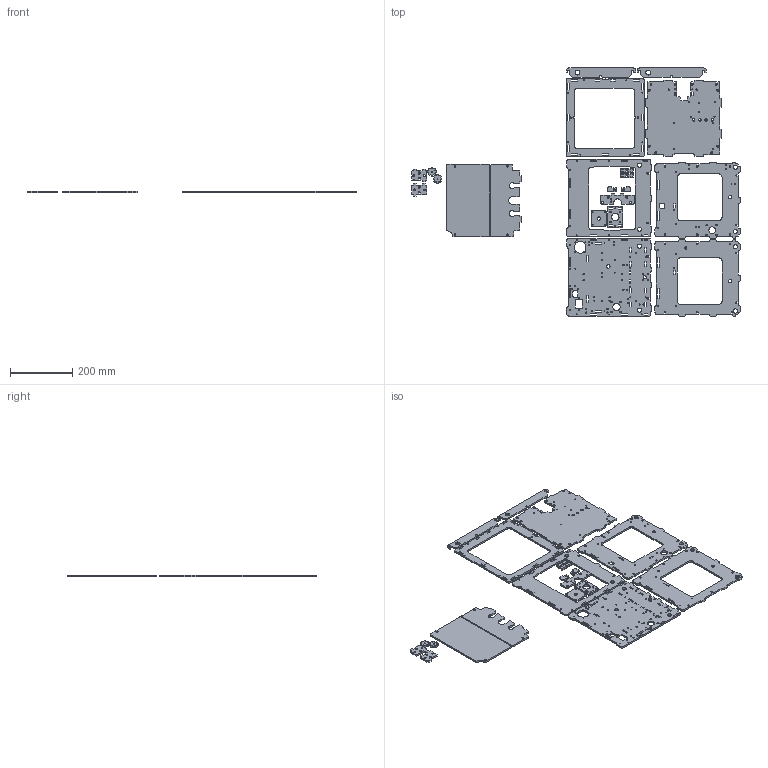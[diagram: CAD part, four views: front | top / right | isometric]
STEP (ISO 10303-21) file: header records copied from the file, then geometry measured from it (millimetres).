
FILE_DESCRIPTION(/* description */ (''),/* implementation_level */ '2;1');
FILE_NAME(/* name */ 'srabbit idbox aka bonsai lab bs01 frame because they did not give me schematics when dying.step',/* time_stamp */ '2025-12-08T14:40:11+08:00',/* author */ (''),/* organization */ (''),/* preprocessor_version */ 'ST-DEVELOPER v20.1',/* originating_system */ 'Autodesk Translation Framework v14.21.0.0',/* authorisation */ '');
FILE_SCHEMA (('AUTOMOTIVE_DESIGN { 1 0 10303 214 3 1 1 }'));
Length unit declared in the file: millimetre
Products named in the file (1): srabbit idbox aka bonsai lab bs01 frame because they did not give me 
schematics when dying
Bounding box: 1058.83 x 800 x 5.6 mm (x, y, z)
Volume: 1841068.2 mm3; surface area: 771323.8 mm2
Topology: 23 solids, 23 shells, 1785 faces, 5217 edges, 3478 vertices
Faces by surface type: plane 1432, cylinder 353
Full cylindrical faces by diameter (mm): 2.7 x16, 3 x4, 3.2 x66, 3.5 x6, 4 x36, 4.5 x11, 6 x2, 7 x1, 8 x4, 10.4 x3, 10.5 x1, 10.9 x1, 13.25 x8, 15.4 x2, 21.4 x1, 23.4 x1, 24 x1, 37.9 x1
Entity records: 59548 total; most frequent: CARTESIAN_POINT 10481, ORIENTED_EDGE 10434, DIRECTION 9495, EDGE_CURVE 5217, LINE 4511, VECTOR 4511, VERTEX_POINT 3478, AXIS2_PLACEMENT_3D 2492
